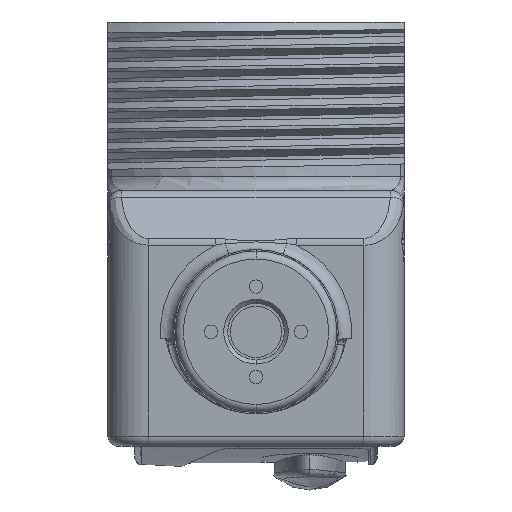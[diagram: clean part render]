
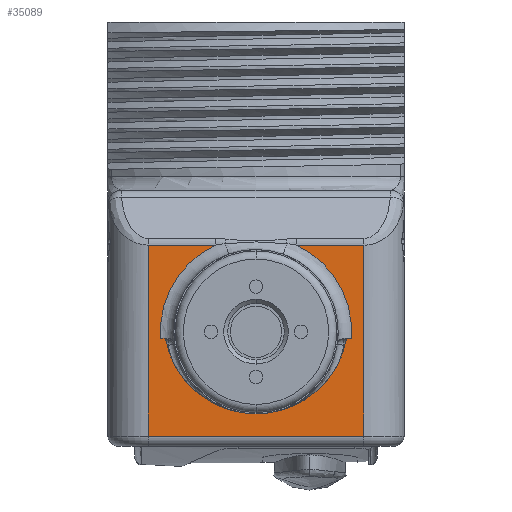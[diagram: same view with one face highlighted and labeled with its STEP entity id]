
A CAD part, front view. The second image highlights one B-rep face of the part: STEP entity #35089.
In plain terms, the highlighted planar face has unit normal (0, -1, 0).
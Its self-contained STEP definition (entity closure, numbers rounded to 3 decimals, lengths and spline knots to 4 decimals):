
#9457=CARTESIAN_POINT('',(0.,0.,-0.7677));
#9458=DIRECTION('',(0.,1.,0.));
#9459=DIRECTION('',(-0.998,0.,-0.07));
#9460=AXIS2_PLACEMENT_3D('',#9457,#9458,#9459);
#9488=CARTESIAN_POINT('',(0.,0.,-0.7382));
#9489=DIRECTION('',(0.,-1.,0.));
#9490=DIRECTION('',(-0.983,0.,-0.182));
#9491=AXIS2_PLACEMENT_3D('',#9488,#9489,#9490);
#9493=DIRECTION('',(-1.,0.,0.));
#9494=VECTOR('',#9493,0.1966);
#9495=CARTESIAN_POINT('',(0.315,0.,
-0.5145));
#9496=LINE('',#9495,#9494);
#9497=DIRECTION('',(-1.,0.,0.));
#9498=VECTOR('',#9497,0.1966);
#9499=CARTESIAN_POINT('',(-0.1184,0.,
-0.5145));
#9500=LINE('',#9499,#9498);
#9501=DIRECTION('',(1.,0.,0.));
#9502=VECTOR('',#9501,0.0137);
#9503=CARTESIAN_POINT('',(-0.2788,0.,-0.7874));
#9504=LINE('',#9503,#9502);
#10012=CARTESIAN_POINT('',(0.,0.,-0.7677));
#10013=DIRECTION('',(0.,1.,0.));
#10014=DIRECTION('',(0.423,0.,0.906));
#10015=AXIS2_PLACEMENT_3D('',#10012,#10013,#10014);
#10043=DIRECTION('',(1.,0.,0.));
#10044=VECTOR('',#10043,0.0137);
#10045=CARTESIAN_POINT('',(0.2652,0.,-0.7874));
#10046=LINE('',#10045,#10044);
#10091=DIRECTION('',(0.,0.,
-1.));
#10092=VECTOR('',#10091,0.5583);
#10093=CARTESIAN_POINT('',(-0.315,0.,
-0.5145));
#10094=LINE('',#10093,#10092);
#10202=DIRECTION('',(-1.,0.,0.));
#10203=VECTOR('',#10202,0.6299);
#10204=CARTESIAN_POINT('',(0.315,0.,-1.0728));
#10205=LINE('',#10204,#10203);
#10234=DIRECTION('',(0.,0.,1.));
#10235=VECTOR('',#10234,0.5583);
#10236=CARTESIAN_POINT('',(0.315,0.,-1.0728));
#10237=LINE('',#10236,#10235);
#10257=CARTESIAN_POINT('',(0.315,0.,
-0.5145));
#18392=VERTEX_POINT('',#10257);
#18395=CARTESIAN_POINT('',(-0.1184,0.,
-0.5145));
#18396=CARTESIAN_POINT('',(-0.315,0.,
-0.5145));
#18397=VERTEX_POINT('',#18395);
#18398=VERTEX_POINT('',#18396);
#19247=CARTESIAN_POINT('',(0.1184,0.,
-0.5145));
#19248=VERTEX_POINT('',#19247);
#19689=CARTESIAN_POINT('',(0.315,0.,-1.0728));
#19690=CARTESIAN_POINT('',(-0.315,0.,-1.0728));
#19691=VERTEX_POINT('',#19689);
#19692=VERTEX_POINT('',#19690);
#20196=CARTESIAN_POINT('',(-0.2788,0.,-0.7874));
#20197=CARTESIAN_POINT('',(-0.2652,0.,-0.7874));
#20198=VERTEX_POINT('',#20196);
#20199=VERTEX_POINT('',#20197);
#20200=CARTESIAN_POINT('',(0.2652,0.,-0.7874));
#20201=CARTESIAN_POINT('',(0.2788,0.,-0.7874));
#20202=VERTEX_POINT('',#20200);
#20203=VERTEX_POINT('',#20201);
#35063=CARTESIAN_POINT('',(-0.4331,0.,-0.3543));
#35064=DIRECTION('',(0.,-1.,0.));
#35065=DIRECTION('',(1.,0.,0.));
#35066=AXIS2_PLACEMENT_3D('',#35063,#35064,#35065);
#35067=PLANE('',#35066);
#35068=ORIENTED_EDGE('',*,*,#35047,.F.);
#35070=ORIENTED_EDGE('',*,*,#35069,.T.);
#35072=ORIENTED_EDGE('',*,*,#35071,.T.);
#35074=ORIENTED_EDGE('',*,*,#35073,.T.);
#35076=ORIENTED_EDGE('',*,*,#35075,.F.);
#35078=ORIENTED_EDGE('',*,*,#35077,.F.);
#35080=ORIENTED_EDGE('',*,*,#35079,.F.);
#35082=ORIENTED_EDGE('',*,*,#35081,.T.);
#35084=ORIENTED_EDGE('',*,*,#35083,.F.);
#35086=ORIENTED_EDGE('',*,*,#35085,.F.);
#35087=EDGE_LOOP('',(#35068,#35070,#35072,#35074,#35076,#35078,#35080,#35082,
#35084,#35086));
#35088=FACE_OUTER_BOUND('',#35087,.F.);
#35089=ADVANCED_FACE('',(#35088),#35067,.T.);
#9461=CIRCLE('',#9460,0.2795);
#9492=CIRCLE('',#9491,0.2697);
#10016=CIRCLE('',#10015,0.2795);
#35047=EDGE_CURVE('',#20198,#18397,#9461,.T.);
#35069=EDGE_CURVE('',#20198,#20199,#9504,.T.);
#35071=EDGE_CURVE('',#20199,#20202,#9492,.T.);
#35073=EDGE_CURVE('',#20202,#20203,#10046,.T.);
#35075=EDGE_CURVE('',#19248,#20203,#10016,.T.);
#35077=EDGE_CURVE('',#18392,#19248,#9496,.T.);
#35079=EDGE_CURVE('',#19691,#18392,#10237,.T.);
#35081=EDGE_CURVE('',#19691,#19692,#10205,.T.);
#35083=EDGE_CURVE('',#18398,#19692,#10094,.T.);
#35085=EDGE_CURVE('',#18397,#18398,#9500,.T.);
